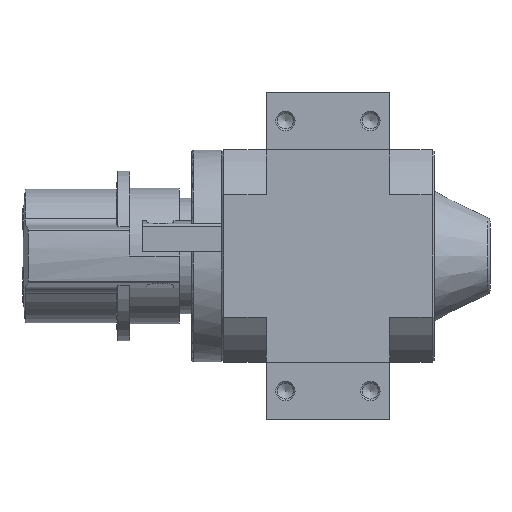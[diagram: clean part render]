
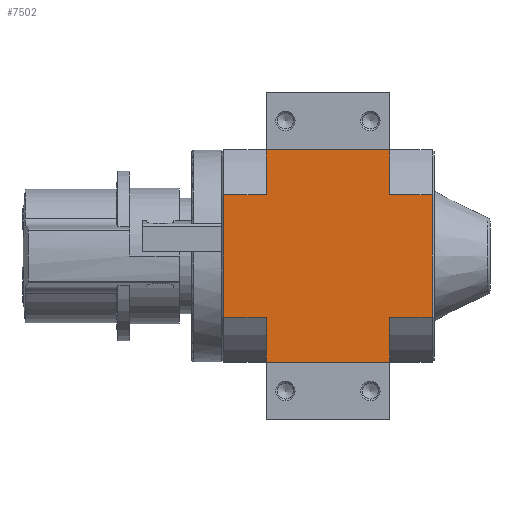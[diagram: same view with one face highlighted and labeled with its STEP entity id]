
A CAD part, left-side view. The second image highlights one B-rep face of the part: STEP entity #7502.
In plain terms, the highlighted face is planar.
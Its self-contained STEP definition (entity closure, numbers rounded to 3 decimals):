
#380=LINE('',#10983,#809);
#427=LINE('',#11179,#856);
#435=LINE('',#11194,#864);
#436=LINE('',#11197,#865);
#437=LINE('',#11199,#866);
#438=LINE('',#11200,#867);
#439=LINE('',#11202,#868);
#440=LINE('',#11204,#869);
#441=LINE('',#11206,#870);
#442=LINE('',#11208,#871);
#443=LINE('',#11209,#872);
#444=LINE('',#11211,#873);
#809=VECTOR('',#8976,1000.);
#856=VECTOR('',#9115,1000.);
#864=VECTOR('',#9125,1000.);
#865=VECTOR('',#9126,1000.);
#866=VECTOR('',#9127,1000.);
#867=VECTOR('',#9128,1000.);
#868=VECTOR('',#9129,1000.);
#869=VECTOR('',#9130,1000.);
#870=VECTOR('',#9131,1000.);
#871=VECTOR('',#9132,1000.);
#872=VECTOR('',#9133,1000.);
#873=VECTOR('',#9134,1000.);
#1537=ORIENTED_EDGE('',*,*,#3099,.T.);
#1538=ORIENTED_EDGE('',*,*,#3100,.F.);
#1539=ORIENTED_EDGE('',*,*,#3101,.T.);
#1540=ORIENTED_EDGE('',*,*,#3009,.T.);
#1541=ORIENTED_EDGE('',*,*,#3102,.F.);
#1542=ORIENTED_EDGE('',*,*,#3103,.T.);
#1543=ORIENTED_EDGE('',*,*,#3104,.F.);
#1544=ORIENTED_EDGE('',*,*,#3105,.T.);
#1545=ORIENTED_EDGE('',*,*,#3106,.F.);
#1546=ORIENTED_EDGE('',*,*,#3091,.T.);
#1547=ORIENTED_EDGE('',*,*,#3107,.T.);
#1548=ORIENTED_EDGE('',*,*,#3108,.F.);
#3009=EDGE_CURVE('',#3790,#3789,#380,.T.);
#3091=EDGE_CURVE('',#3861,#3860,#427,.T.);
#3099=EDGE_CURVE('',#3867,#3868,#435,.T.);
#3100=EDGE_CURVE('',#3869,#3868,#436,.F.);
#3101=EDGE_CURVE('',#3869,#3790,#437,.T.);
#3102=EDGE_CURVE('',#3870,#3789,#438,.T.);
#3103=EDGE_CURVE('',#3870,#3871,#439,.F.);
#3104=EDGE_CURVE('',#3872,#3871,#440,.T.);
#3105=EDGE_CURVE('',#3872,#3873,#441,.T.);
#3106=EDGE_CURVE('',#3861,#3873,#442,.T.);
#3107=EDGE_CURVE('',#3860,#3874,#443,.T.);
#3108=EDGE_CURVE('',#3867,#3874,#444,.T.);
#3789=VERTEX_POINT('',#10982);
#3790=VERTEX_POINT('',#10984);
#3860=VERTEX_POINT('',#11178);
#3861=VERTEX_POINT('',#11180);
#3867=VERTEX_POINT('',#11195);
#3868=VERTEX_POINT('',#11196);
#3869=VERTEX_POINT('',#11198);
#3870=VERTEX_POINT('',#11201);
#3871=VERTEX_POINT('',#11203);
#3872=VERTEX_POINT('',#11205);
#3873=VERTEX_POINT('',#11207);
#3874=VERTEX_POINT('',#11210);
#4650=EDGE_LOOP('',(#1537,#1538,#1539,#1540,#1541,#1542,#1543,#1544,#1545,
#1546,#1547,#1548));
#5157=FACE_BOUND('',#4650,.T.);
#5635=PLANE('',#8024);
#7502=ADVANCED_FACE('',(#5157),#5635,.T.);
#8024=AXIS2_PLACEMENT_3D('',#11193,#9123,#9124);
#8976=DIRECTION('',(0.,-1.,0.));
#9115=DIRECTION('',(0.,1.,0.));
#9123=DIRECTION('',(0.,0.,1.));
#9124=DIRECTION('',(1.,0.,0.));
#9125=DIRECTION('',(-1.,0.,0.));
#9126=DIRECTION('',(0.,-1.,0.));
#9127=DIRECTION('',(-1.,0.,0.));
#9128=DIRECTION('',(-1.,0.,0.));
#9129=DIRECTION('',(0.,1.,0.));
#9130=DIRECTION('',(-1.,0.,0.));
#9131=DIRECTION('',(0.,1.,0.));
#9132=DIRECTION('',(-1.,0.,0.));
#9133=DIRECTION('',(-1.,0.,0.));
#9134=DIRECTION('',(0.,-1.,0.));
#10982=CARTESIAN_POINT('',(-27.5,-16.,27.5));
#10983=CARTESIAN_POINT('',(-27.5,27.,27.5));
#10984=CARTESIAN_POINT('',(-27.5,16.,27.5));
#11178=CARTESIAN_POINT('',(27.5,16.,27.5));
#11179=CARTESIAN_POINT('',(27.5,-27.,27.5));
#11180=CARTESIAN_POINT('',(27.5,-16.,27.5));
#11193=CARTESIAN_POINT('',(0.,0.,27.5));
#11194=CARTESIAN_POINT('',(33.,27.,27.5));
#11195=CARTESIAN_POINT('',(15.869,27.,27.5));
#11196=CARTESIAN_POINT('',(-15.869,27.,27.5));
#11197=CARTESIAN_POINT('',(-15.869,33.,27.5));
#11198=CARTESIAN_POINT('',(-15.869,16.,27.5));
#11199=CARTESIAN_POINT('',(0.,16.,27.5));
#11200=CARTESIAN_POINT('',(0.,-16.,27.5));
#11201=CARTESIAN_POINT('',(-15.869,-16.,27.5));
#11202=CARTESIAN_POINT('',(-15.869,-33.,27.5));
#11203=CARTESIAN_POINT('',(-15.869,-27.,27.5));
#11204=CARTESIAN_POINT('',(33.,-27.,27.5));
#11205=CARTESIAN_POINT('',(15.869,-27.,27.5));
#11206=CARTESIAN_POINT('',(15.869,-33.,27.5));
#11207=CARTESIAN_POINT('',(15.869,-16.,27.5));
#11208=CARTESIAN_POINT('',(0.,-16.,27.5));
#11209=CARTESIAN_POINT('',(0.,16.,27.5));
#11210=CARTESIAN_POINT('',(15.869,16.,27.5));
#11211=CARTESIAN_POINT('',(15.869,33.,27.5));
